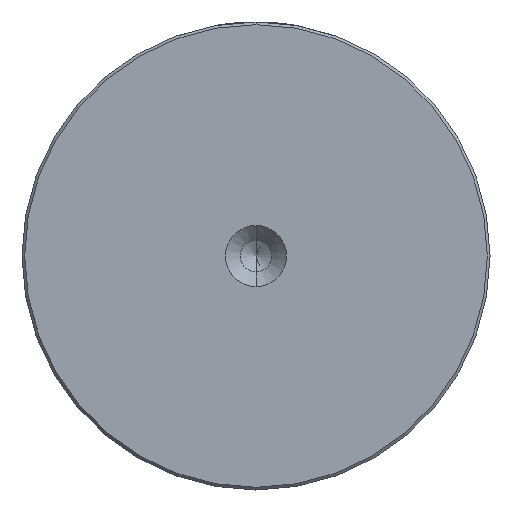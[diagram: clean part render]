
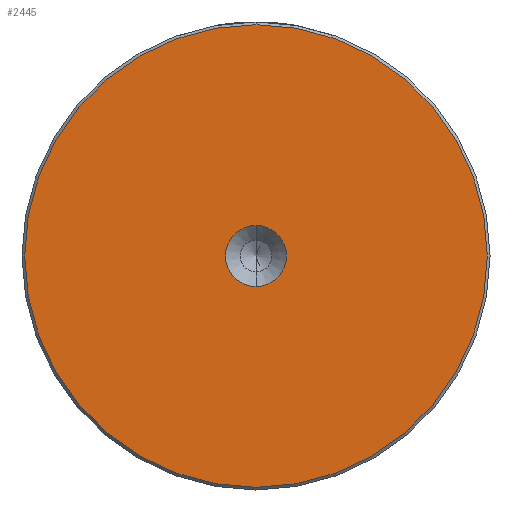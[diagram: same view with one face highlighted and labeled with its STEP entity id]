
A CAD part, left-side view. The second image highlights one B-rep face of the part: STEP entity #2445.
In plain terms, the highlighted planar face has unit normal (-1, 0, 0).
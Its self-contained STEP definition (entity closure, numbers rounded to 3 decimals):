
#76 = EDGE_LOOP ( 'NONE', ( #2230, #1932 ) ) ;
#80 = CIRCLE ( 'NONE', #2686, 5.6 ) ;
#85 = EDGE_LOOP ( 'NONE', ( #409, #543 ) ) ;
#173 = EDGE_CURVE ( 'NONE', #413, #244, #1188, .T. ) ;
#213 = CARTESIAN_POINT ( 'NONE',  ( 0., 0., 42.5 ) ) ;
#242 = CARTESIAN_POINT ( 'NONE',  ( 0., 0., -5.6 ) ) ;
#244 = VERTEX_POINT ( 'NONE', #1679 ) ;
#409 = ORIENTED_EDGE ( 'NONE', *, *, #637, .F. ) ;
#413 = VERTEX_POINT ( 'NONE', #213 ) ;
#489 = PLANE ( 'NONE',  #603 ) ;
#536 = CIRCLE ( 'NONE', #1416, 5.6 ) ;
#543 = ORIENTED_EDGE ( 'NONE', *, *, #2031, .F. ) ;
#559 = AXIS2_PLACEMENT_3D ( 'NONE', #624, #2075, #831 ) ;
#603 = AXIS2_PLACEMENT_3D ( 'NONE', #1137, #706, #2150 ) ;
#624 = CARTESIAN_POINT ( 'NONE',  ( 0., 0., 0. ) ) ;
#637 = EDGE_CURVE ( 'NONE', #1278, #2642, #80, .T. ) ;
#706 = DIRECTION ( 'NONE',  ( -1., 0., 0. ) ) ;
#831 = DIRECTION ( 'NONE',  ( 0., 0., 1. ) ) ;
#991 = CARTESIAN_POINT ( 'NONE',  ( 0., 0., 5.6 ) ) ;
#1040 = DIRECTION ( 'NONE',  ( 0., 0., 1. ) ) ;
#1051 = DIRECTION ( 'NONE',  ( -1., 0., 0. ) ) ;
#1065 = CARTESIAN_POINT ( 'NONE',  ( 0., 0., 0. ) ) ;
#1074 = DIRECTION ( 'NONE',  ( -1., 0., 0. ) ) ;
#1137 = CARTESIAN_POINT ( 'NONE',  ( 0., 0., 0. ) ) ;
#1188 = CIRCLE ( 'NONE', #1988, 42.5 ) ;
#1278 = VERTEX_POINT ( 'NONE', #991 ) ;
#1416 = AXIS2_PLACEMENT_3D ( 'NONE', #2297, #1074, #2499 ) ;
#1443 = FACE_OUTER_BOUND ( 'NONE', #76, .T. ) ;
#1679 = CARTESIAN_POINT ( 'NONE',  ( 0., 0., -42.5 ) ) ;
#1932 = ORIENTED_EDGE ( 'NONE', *, *, #173, .T. ) ;
#1950 = EDGE_CURVE ( 'NONE', #244, #413, #2262, .T. ) ;
#1988 = AXIS2_PLACEMENT_3D ( 'NONE', #2261, #2251, #2244 ) ;
#2031 = EDGE_CURVE ( 'NONE', #2642, #1278, #536, .T. ) ;
#2075 = DIRECTION ( 'NONE',  ( -1., 0., 0. ) ) ;
#2150 = DIRECTION ( 'NONE',  ( 0., 0., 1. ) ) ;
#2230 = ORIENTED_EDGE ( 'NONE', *, *, #1950, .T. ) ;
#2244 = DIRECTION ( 'NONE',  ( 0., 0., 1. ) ) ;
#2251 = DIRECTION ( 'NONE',  ( -1., 0., 0. ) ) ;
#2261 = CARTESIAN_POINT ( 'NONE',  ( 0., 0., 0. ) ) ;
#2262 = CIRCLE ( 'NONE', #559, 42.5 ) ;
#2297 = CARTESIAN_POINT ( 'NONE',  ( 0., 0., 0. ) ) ;
#2445 = ADVANCED_FACE ( 'NONE', ( #1443, #2460 ), #489, .T. ) ;
#2460 = FACE_BOUND ( 'NONE', #85, .T. ) ;
#2499 = DIRECTION ( 'NONE',  ( 0., 0., 1. ) ) ;
#2642 = VERTEX_POINT ( 'NONE', #242 ) ;
#2686 = AXIS2_PLACEMENT_3D ( 'NONE', #1065, #1051, #1040 ) ;
